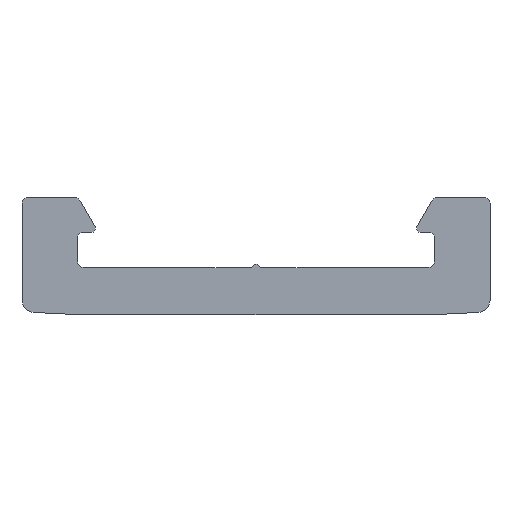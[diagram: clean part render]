
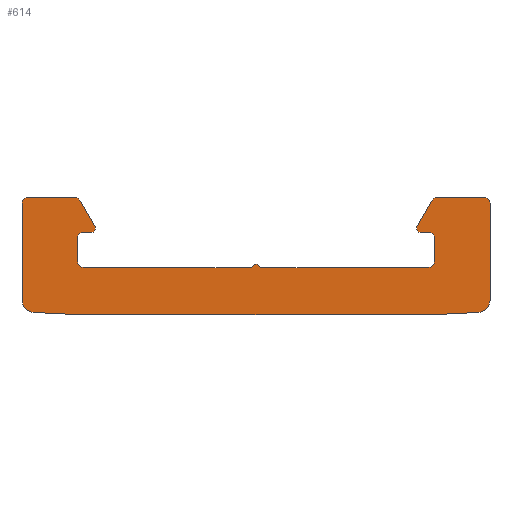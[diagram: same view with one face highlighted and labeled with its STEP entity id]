
A CAD part, front view. The second image highlights one B-rep face of the part: STEP entity #614.
In plain terms, the highlighted planar face has unit normal (0, -1, 0).
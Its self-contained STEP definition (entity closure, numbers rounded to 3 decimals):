
#1=CARTESIAN_POINT('',(19.5,0.,-0.5));
#2=DIRECTION('',(0.,-1.,0.));
#3=DIRECTION('',(1.,0.,0.));
#4=AXIS2_PLACEMENT_3D('',#1,#2,#3);
#6=DIRECTION('',(0.,0.,-1.));
#7=VECTOR('',#6,8.322);
#8=CARTESIAN_POINT('',(20.,0.,-0.5));
#9=LINE('',#8,#7);
#10=CARTESIAN_POINT('',(19.,0.,-8.822));
#11=DIRECTION('',(0.,1.,0.));
#12=DIRECTION('',(1.,0.,0.));
#13=AXIS2_PLACEMENT_3D('',#10,#11,#12);
#15=DIRECTION('',(-0.999,0.,-0.051));
#16=VECTOR('',#15,3.555);
#17=CARTESIAN_POINT('',(19.051,0.,-9.82));
#18=LINE('',#17,#16);
#19=DIRECTION('',(-1.,0.,0.));
#20=VECTOR('',#19,31.);
#21=CARTESIAN_POINT('',(15.5,0.,-10.));
#22=LINE('',#21,#20);
#23=DIRECTION('',(-0.999,0.,0.051));
#24=VECTOR('',#23,3.555);
#25=CARTESIAN_POINT('',(-15.5,0.,-10.));
#26=LINE('',#25,#24);
#27=CARTESIAN_POINT('',(-19.,0.,-8.822));
#28=DIRECTION('',(0.,1.,0.));
#29=DIRECTION('',(-0.051,0.,-0.999));
#30=AXIS2_PLACEMENT_3D('',#27,#28,#29);
#32=DIRECTION('',(0.,0.,1.));
#33=VECTOR('',#32,8.322);
#34=CARTESIAN_POINT('',(-20.,0.,-8.822));
#35=LINE('',#34,#33);
#36=CARTESIAN_POINT('',(-19.5,0.,-0.5));
#37=DIRECTION('',(0.,-1.,0.));
#38=DIRECTION('',(0.,0.,1.));
#39=AXIS2_PLACEMENT_3D('',#36,#37,#38);
#41=DIRECTION('',(1.,0.,0.));
#42=VECTOR('',#41,4.018);
#43=CARTESIAN_POINT('',(-19.5,0.,0.));
#44=LINE('',#43,#42);
#45=CARTESIAN_POINT('',(-15.482,0.,-0.5));
#46=DIRECTION('',(0.,1.,0.));
#47=DIRECTION('',(0.,0.,1.));
#48=AXIS2_PLACEMENT_3D('',#45,#46,#47);
#50=DIRECTION('',(0.5,0.,-0.866));
#51=VECTOR('',#50,2.598);
#52=CARTESIAN_POINT('',(-15.049,0.,-0.25));
#53=LINE('',#52,#51);
#54=DIRECTION('',(0.,0.,-1.));
#55=VECTOR('',#54,0.2);
#56=CARTESIAN_POINT('',(-13.75,0.,-2.5));
#57=LINE('',#56,#55);
#58=CARTESIAN_POINT('',(-14.05,0.,-2.7));
#59=DIRECTION('',(0.,-1.,0.));
#60=DIRECTION('',(0.,0.,-1.));
#61=AXIS2_PLACEMENT_3D('',#58,#59,#60);
#63=DIRECTION('',(-1.,0.,0.));
#64=VECTOR('',#63,0.9);
#65=CARTESIAN_POINT('',(-14.05,0.,-3.));
#66=LINE('',#65,#64);
#67=DIRECTION('',(0.,0.,-1.));
#68=VECTOR('',#67,2.2);
#69=CARTESIAN_POINT('',(-15.25,0.,-3.3));
#70=LINE('',#69,#68);
#71=CARTESIAN_POINT('',(-14.75,0.,-5.5));
#72=DIRECTION('',(0.,-1.,0.));
#73=DIRECTION('',(-1.,0.,0.));
#74=AXIS2_PLACEMENT_3D('',#71,#72,#73);
#76=DIRECTION('',(1.,0.,0.));
#77=VECTOR('',#76,14.25);
#78=CARTESIAN_POINT('',(-14.75,0.,-6.));
#79=LINE('',#78,#77);
#80=CARTESIAN_POINT('',(-0.5,0.,-5.7));
#81=DIRECTION('',(0.,-1.,0.));
#82=DIRECTION('',(0.,0.,-1.));
#83=AXIS2_PLACEMENT_3D('',#80,#81,#82);
#85=CARTESIAN_POINT('',(0.,0.,-5.967));
#86=DIRECTION('',(0.,1.,0.));
#87=DIRECTION('',(-0.882,0.,0.471));
#88=AXIS2_PLACEMENT_3D('',#85,#86,#87);
#90=CARTESIAN_POINT('',(0.5,0.,-5.7));
#91=DIRECTION('',(0.,-1.,0.));
#92=DIRECTION('',(-0.882,0.,-0.471));
#93=AXIS2_PLACEMENT_3D('',#90,#91,#92);
#95=DIRECTION('',(1.,0.,0.));
#96=VECTOR('',#95,14.25);
#97=CARTESIAN_POINT('',(0.5,0.,-6.));
#98=LINE('',#97,#96);
#99=CARTESIAN_POINT('',(14.75,0.,-5.5));
#100=DIRECTION('',(0.,-1.,0.));
#101=DIRECTION('',(0.,0.,-1.));
#102=AXIS2_PLACEMENT_3D('',#99,#100,#101);
#104=DIRECTION('',(0.,0.,1.));
#105=VECTOR('',#104,2.2);
#106=CARTESIAN_POINT('',(15.25,0.,-5.5));
#107=LINE('',#106,#105);
#108=DIRECTION('',(-1.,0.,0.));
#109=VECTOR('',#108,0.9);
#110=CARTESIAN_POINT('',(14.95,0.,-3.));
#111=LINE('',#110,#109);
#112=CARTESIAN_POINT('',(14.05,0.,-2.7));
#113=DIRECTION('',(0.,-1.,0.));
#114=DIRECTION('',(-1.,0.,0.));
#115=AXIS2_PLACEMENT_3D('',#112,#113,#114);
#117=DIRECTION('',(0.,0.,1.));
#118=VECTOR('',#117,0.2);
#119=CARTESIAN_POINT('',(13.75,0.,-2.7));
#120=LINE('',#119,#118);
#121=DIRECTION('',(0.5,0.,0.866));
#122=VECTOR('',#121,2.598);
#123=CARTESIAN_POINT('',(13.75,0.,-2.5));
#124=LINE('',#123,#122);
#125=CARTESIAN_POINT('',(15.482,0.,-0.5));
#126=DIRECTION('',(0.,1.,0.));
#127=DIRECTION('',(-0.866,0.,0.5));
#128=AXIS2_PLACEMENT_3D('',#125,#126,#127);
#130=DIRECTION('',(1.,0.,0.));
#131=VECTOR('',#130,4.018);
#132=CARTESIAN_POINT('',(15.482,0.,0.));
#133=LINE('',#132,#131);
#162=CARTESIAN_POINT('',(14.95,0.,-3.3));
#163=DIRECTION('',(0.,1.,0.));
#164=DIRECTION('',(0.,0.,1.));
#165=AXIS2_PLACEMENT_3D('',#162,#163,#164);
#212=CARTESIAN_POINT('',(-14.95,0.,-3.3));
#213=DIRECTION('',(0.,1.,0.));
#214=DIRECTION('',(-1.,0.,0.));
#215=AXIS2_PLACEMENT_3D('',#212,#213,#214);
#415=CARTESIAN_POINT('',(20.,0.,-8.822));
#416=CARTESIAN_POINT('',(19.051,0.,-9.82));
#417=VERTEX_POINT('',#415);
#418=VERTEX_POINT('',#416);
#419=CARTESIAN_POINT('',(15.5,0.,-10.));
#420=VERTEX_POINT('',#419);
#421=CARTESIAN_POINT('',(-15.5,0.,-10.));
#422=VERTEX_POINT('',#421);
#423=CARTESIAN_POINT('',(-19.051,0.,-9.82));
#424=VERTEX_POINT('',#423);
#425=CARTESIAN_POINT('',(-20.,0.,-8.822));
#426=VERTEX_POINT('',#425);
#427=CARTESIAN_POINT('',(-15.482,0.,0.));
#428=CARTESIAN_POINT('',(-15.049,0.,-0.25));
#429=VERTEX_POINT('',#427);
#430=VERTEX_POINT('',#428);
#431=CARTESIAN_POINT('',(-13.75,0.,-2.5));
#432=VERTEX_POINT('',#431);
#433=CARTESIAN_POINT('',(-15.25,0.,-5.5));
#434=CARTESIAN_POINT('',(-14.75,0.,-6.));
#435=VERTEX_POINT('',#433);
#436=VERTEX_POINT('',#434);
#437=CARTESIAN_POINT('',(-0.5,0.,-6.));
#438=VERTEX_POINT('',#437);
#439=CARTESIAN_POINT('',(14.75,0.,-6.));
#440=CARTESIAN_POINT('',(15.25,0.,-5.5));
#441=VERTEX_POINT('',#439);
#442=VERTEX_POINT('',#440);
#443=CARTESIAN_POINT('',(13.75,0.,-2.5));
#444=CARTESIAN_POINT('',(15.049,0.,-0.25));
#445=VERTEX_POINT('',#443);
#446=VERTEX_POINT('',#444);
#447=CARTESIAN_POINT('',(15.482,0.,0.));
#448=VERTEX_POINT('',#447);
#483=CARTESIAN_POINT('',(-0.235,0.,-5.841));
#484=VERTEX_POINT('',#483);
#485=CARTESIAN_POINT('',(0.235,0.,-5.841));
#486=VERTEX_POINT('',#485);
#487=CARTESIAN_POINT('',(0.5,0.,-6.));
#488=VERTEX_POINT('',#487);
#495=CARTESIAN_POINT('',(-15.25,0.,-3.3));
#497=VERTEX_POINT('',#495);
#499=CARTESIAN_POINT('',(-14.95,0.,-3.));
#501=VERTEX_POINT('',#499);
#503=CARTESIAN_POINT('',(14.95,0.,-3.));
#505=VERTEX_POINT('',#503);
#507=CARTESIAN_POINT('',(15.25,0.,-3.3));
#509=VERTEX_POINT('',#507);
#511=CARTESIAN_POINT('',(-14.05,0.,-3.));
#512=CARTESIAN_POINT('',(-13.75,0.,-2.7));
#513=VERTEX_POINT('',#511);
#514=VERTEX_POINT('',#512);
#519=CARTESIAN_POINT('',(13.75,0.,-2.7));
#520=CARTESIAN_POINT('',(14.05,0.,-3.));
#521=VERTEX_POINT('',#519);
#522=VERTEX_POINT('',#520);
#527=CARTESIAN_POINT('',(-19.5,0.,0.));
#528=CARTESIAN_POINT('',(-20.,0.,-0.5));
#529=VERTEX_POINT('',#527);
#530=VERTEX_POINT('',#528);
#535=CARTESIAN_POINT('',(20.,0.,-0.5));
#536=CARTESIAN_POINT('',(19.5,0.,0.));
#537=VERTEX_POINT('',#535);
#538=VERTEX_POINT('',#536);
#543=CARTESIAN_POINT('',(0.,0.,0.));
#544=DIRECTION('',(0.,1.,0.));
#545=DIRECTION('',(1.,0.,0.));
#546=AXIS2_PLACEMENT_3D('',#543,#544,#545);
#547=PLANE('',#546);
#549=ORIENTED_EDGE('',*,*,#548,.F.);
#551=ORIENTED_EDGE('',*,*,#550,.T.);
#553=ORIENTED_EDGE('',*,*,#552,.T.);
#555=ORIENTED_EDGE('',*,*,#554,.T.);
#557=ORIENTED_EDGE('',*,*,#556,.T.);
#559=ORIENTED_EDGE('',*,*,#558,.T.);
#561=ORIENTED_EDGE('',*,*,#560,.T.);
#563=ORIENTED_EDGE('',*,*,#562,.T.);
#565=ORIENTED_EDGE('',*,*,#564,.F.);
#567=ORIENTED_EDGE('',*,*,#566,.T.);
#569=ORIENTED_EDGE('',*,*,#568,.T.);
#571=ORIENTED_EDGE('',*,*,#570,.T.);
#573=ORIENTED_EDGE('',*,*,#572,.T.);
#575=ORIENTED_EDGE('',*,*,#574,.F.);
#577=ORIENTED_EDGE('',*,*,#576,.T.);
#579=ORIENTED_EDGE('',*,*,#578,.F.);
#581=ORIENTED_EDGE('',*,*,#580,.T.);
#583=ORIENTED_EDGE('',*,*,#582,.T.);
#585=ORIENTED_EDGE('',*,*,#584,.T.);
#587=ORIENTED_EDGE('',*,*,#586,.T.);
#589=ORIENTED_EDGE('',*,*,#588,.T.);
#591=ORIENTED_EDGE('',*,*,#590,.T.);
#593=ORIENTED_EDGE('',*,*,#592,.T.);
#595=ORIENTED_EDGE('',*,*,#594,.T.);
#597=ORIENTED_EDGE('',*,*,#596,.T.);
#599=ORIENTED_EDGE('',*,*,#598,.F.);
#601=ORIENTED_EDGE('',*,*,#600,.T.);
#603=ORIENTED_EDGE('',*,*,#602,.F.);
#605=ORIENTED_EDGE('',*,*,#604,.T.);
#607=ORIENTED_EDGE('',*,*,#606,.T.);
#609=ORIENTED_EDGE('',*,*,#608,.T.);
#611=ORIENTED_EDGE('',*,*,#610,.T.);
#612=EDGE_LOOP('',(#549,#551,#553,#555,#557,#559,#561,#563,#565,#567,#569,#571,
#573,#575,#577,#579,#581,#583,#585,#587,#589,#591,#593,#595,#597,#599,#601,#603,
#605,#607,#609,#611));
#613=FACE_OUTER_BOUND('',#612,.F.);
#614=ADVANCED_FACE('',(#613),#547,.F.);
#5=CIRCLE('',#4,0.5);
#14=CIRCLE('',#13,1.);
#31=CIRCLE('',#30,1.);
#40=CIRCLE('',#39,0.5);
#49=CIRCLE('',#48,0.5);
#62=CIRCLE('',#61,0.3);
#75=CIRCLE('',#74,0.5);
#84=CIRCLE('',#83,0.3);
#89=CIRCLE('',#88,0.267);
#94=CIRCLE('',#93,0.3);
#103=CIRCLE('',#102,0.5);
#116=CIRCLE('',#115,0.3);
#129=CIRCLE('',#128,0.5);
#166=CIRCLE('',#165,0.3);
#216=CIRCLE('',#215,0.3);
#548=EDGE_CURVE('',#537,#538,#5,.T.);
#550=EDGE_CURVE('',#537,#417,#9,.T.);
#552=EDGE_CURVE('',#417,#418,#14,.T.);
#554=EDGE_CURVE('',#418,#420,#18,.T.);
#556=EDGE_CURVE('',#420,#422,#22,.T.);
#558=EDGE_CURVE('',#422,#424,#26,.T.);
#560=EDGE_CURVE('',#424,#426,#31,.T.);
#562=EDGE_CURVE('',#426,#530,#35,.T.);
#564=EDGE_CURVE('',#529,#530,#40,.T.);
#566=EDGE_CURVE('',#529,#429,#44,.T.);
#568=EDGE_CURVE('',#429,#430,#49,.T.);
#570=EDGE_CURVE('',#430,#432,#53,.T.);
#572=EDGE_CURVE('',#432,#514,#57,.T.);
#574=EDGE_CURVE('',#513,#514,#62,.T.);
#576=EDGE_CURVE('',#513,#501,#66,.T.);
#578=EDGE_CURVE('',#497,#501,#216,.T.);
#580=EDGE_CURVE('',#497,#435,#70,.T.);
#582=EDGE_CURVE('',#435,#436,#75,.T.);
#584=EDGE_CURVE('',#436,#438,#79,.T.);
#586=EDGE_CURVE('',#438,#484,#84,.T.);
#588=EDGE_CURVE('',#484,#486,#89,.T.);
#590=EDGE_CURVE('',#486,#488,#94,.T.);
#592=EDGE_CURVE('',#488,#441,#98,.T.);
#594=EDGE_CURVE('',#441,#442,#103,.T.);
#596=EDGE_CURVE('',#442,#509,#107,.T.);
#598=EDGE_CURVE('',#505,#509,#166,.T.);
#600=EDGE_CURVE('',#505,#522,#111,.T.);
#602=EDGE_CURVE('',#521,#522,#116,.T.);
#604=EDGE_CURVE('',#521,#445,#120,.T.);
#606=EDGE_CURVE('',#445,#446,#124,.T.);
#608=EDGE_CURVE('',#446,#448,#129,.T.);
#610=EDGE_CURVE('',#448,#538,#133,.T.);
